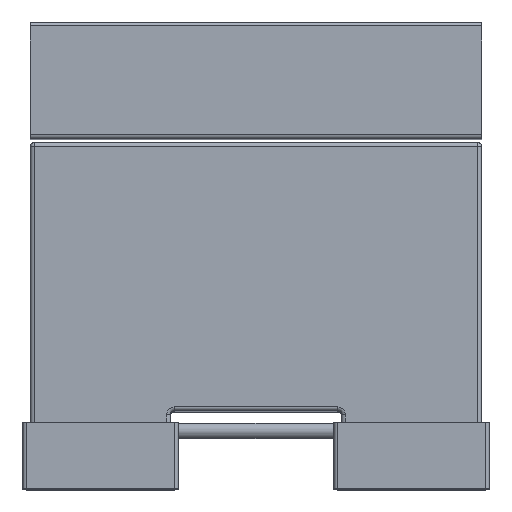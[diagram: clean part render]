
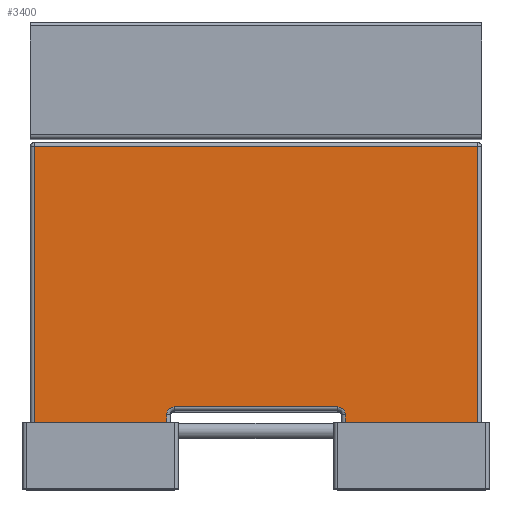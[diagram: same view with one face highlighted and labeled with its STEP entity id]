
A CAD part, top view. The second image highlights one B-rep face of the part: STEP entity #3400.
In plain terms, the highlighted planar face has unit normal (0, 0, 1).
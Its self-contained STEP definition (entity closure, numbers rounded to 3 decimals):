
#260 = CARTESIAN_POINT ( 'NONE',  ( -0.21, 0.19, 0.98 ) ) ;
#380 = VERTEX_POINT ( 'NONE', #4139 ) ;
#657 = LINE ( 'NONE', #11449, #14175 ) ;
#803 = VECTOR ( 'NONE', #5109, 1000. ) ;
#812 = DIRECTION ( 'NONE',  ( 1., 0., 0. ) ) ;
#952 = CARTESIAN_POINT ( 'NONE',  ( -0.58, 0.21, 0.98 ) ) ;
#1105 = ORIENTED_EDGE ( 'NONE', *, *, #4904, .T. ) ;
#1314 = DIRECTION ( 'NONE',  ( 0., 1., 0. ) ) ;
#1555 = EDGE_CURVE ( 'NONE', #380, #6403, #8386, .T. ) ;
#1568 = DIRECTION ( 'NONE',  ( 1., 0., 0. ) ) ;
#1913 = ORIENTED_EDGE ( 'NONE', *, *, #12148, .T. ) ;
#3176 = EDGE_CURVE ( 'NONE', #16614, #3524, #8599, .T. ) ;
#3236 = AXIS2_PLACEMENT_3D ( 'NONE', #4135, #13304, #5472 ) ;
#3400 = ADVANCED_FACE ( 'NONE', ( #10611 ), #4650, .T. ) ;
#3524 = VERTEX_POINT ( 'NONE', #6221 ) ;
#3574 = VERTEX_POINT ( 'NONE', #12873 ) ;
#3708 = CARTESIAN_POINT ( 'NONE',  ( -0.58, 0.17, 0.98 ) ) ;
#4135 = CARTESIAN_POINT ( 'NONE',  ( 0.21, 0.19, 0.98 ) ) ;
#4139 = CARTESIAN_POINT ( 'NONE',  ( -0.21, 0.21, 0.98 ) ) ;
#4288 = LINE ( 'NONE', #16815, #803 ) ;
#4650 = PLANE ( 'NONE',  #6281 ) ;
#4779 = ORIENTED_EDGE ( 'NONE', *, *, #14924, .T. ) ;
#4815 = DIRECTION ( 'NONE',  ( 0., -1., 0. ) ) ;
#4904 = EDGE_CURVE ( 'NONE', #11543, #7270, #4288, .T. ) ;
#5022 = AXIS2_PLACEMENT_3D ( 'NONE', #260, #9416, #1568 ) ;
#5044 = DIRECTION ( 'NONE',  ( 1., 0., 0. ) ) ;
#5109 = DIRECTION ( 'NONE',  ( 0., -1., 0. ) ) ;
#5163 = ORIENTED_EDGE ( 'NONE', *, *, #6089, .F. ) ;
#5197 = VECTOR ( 'NONE', #8580, 1000. ) ;
#5279 = ORIENTED_EDGE ( 'NONE', *, *, #10442, .T. ) ;
#5472 = DIRECTION ( 'NONE',  ( 1., 0., 0. ) ) ;
#5592 = CARTESIAN_POINT ( 'NONE',  ( -0.58, 0.17, 0.98 ) ) ;
#5669 = EDGE_CURVE ( 'NONE', #380, #8778, #9315, .T. ) ;
#5818 = VECTOR ( 'NONE', #4815, 1000. ) ;
#5848 = VECTOR ( 'NONE', #5044, 1000. ) ;
#5887 = EDGE_LOOP ( 'NONE', ( #9777, #5279, #10859, #6127, #8179, #1105, #1913, #4779, #5163, #15880 ) ) ;
#6089 = EDGE_CURVE ( 'NONE', #8669, #8082, #8693, .T. ) ;
#6127 = ORIENTED_EDGE ( 'NONE', *, *, #5669, .T. ) ;
#6221 = CARTESIAN_POINT ( 'NONE',  ( -0.57, 0.17, 0.98 ) ) ;
#6281 = AXIS2_PLACEMENT_3D ( 'NONE', #16480, #8677, #812 ) ;
#6403 = VERTEX_POINT ( 'NONE', #13901 ) ;
#7270 = VERTEX_POINT ( 'NONE', #15804 ) ;
#8082 = VERTEX_POINT ( 'NONE', #9395 ) ;
#8179 = ORIENTED_EDGE ( 'NONE', *, *, #13787, .F. ) ;
#8202 = CARTESIAN_POINT ( 'NONE',  ( 0.23, 0.19, 0.98 ) ) ;
#8386 = CIRCLE ( 'NONE', #5022, 0.02 ) ;
#8580 = DIRECTION ( 'NONE',  ( 1., 0., 0. ) ) ;
#8599 = LINE ( 'NONE', #5592, #12053 ) ;
#8669 = VERTEX_POINT ( 'NONE', #12129 ) ;
#8677 = DIRECTION ( 'NONE',  ( 0., 0., 1. ) ) ;
#8693 = LINE ( 'NONE', #13780, #5197 ) ;
#8778 = VERTEX_POINT ( 'NONE', #9780 ) ;
#8807 = DIRECTION ( 'NONE',  ( 1., 0., 0. ) ) ;
#9277 = LINE ( 'NONE', #12642, #5818 ) ;
#9310 = LINE ( 'NONE', #3708, #5848 ) ;
#9315 = LINE ( 'NONE', #952, #12780 ) ;
#9395 = CARTESIAN_POINT ( 'NONE',  ( 0.57, 0.88, 0.98 ) ) ;
#9416 = DIRECTION ( 'NONE',  ( 0., 0., 1. ) ) ;
#9486 = VECTOR ( 'NONE', #1314, 1000. ) ;
#9777 = ORIENTED_EDGE ( 'NONE', *, *, #3176, .F. ) ;
#9780 = CARTESIAN_POINT ( 'NONE',  ( 0.21, 0.21, 0.98 ) ) ;
#9893 = LINE ( 'NONE', #10353, #9486 ) ;
#9925 = CIRCLE ( 'NONE', #3236, 0.02 ) ;
#10353 = CARTESIAN_POINT ( 'NONE',  ( -0.23, 0.2, 0.98 ) ) ;
#10442 = EDGE_CURVE ( 'NONE', #16614, #6403, #9893, .T. ) ;
#10611 = FACE_OUTER_BOUND ( 'NONE', #5887, .T. ) ;
#10859 = ORIENTED_EDGE ( 'NONE', *, *, #1555, .F. ) ;
#11449 = CARTESIAN_POINT ( 'NONE',  ( 0.57, 0., 0.98 ) ) ;
#11543 = VERTEX_POINT ( 'NONE', #8202 ) ;
#12053 = VECTOR ( 'NONE', #13412, 1000. ) ;
#12129 = CARTESIAN_POINT ( 'NONE',  ( -0.57, 0.88, 0.98 ) ) ;
#12148 = EDGE_CURVE ( 'NONE', #7270, #3574, #9310, .T. ) ;
#12642 = CARTESIAN_POINT ( 'NONE',  ( -0.57, 0., 0.98 ) ) ;
#12780 = VECTOR ( 'NONE', #8807, 1000. ) ;
#12873 = CARTESIAN_POINT ( 'NONE',  ( 0.57, 0.17, 0.98 ) ) ;
#13304 = DIRECTION ( 'NONE',  ( 0., 0., 1. ) ) ;
#13412 = DIRECTION ( 'NONE',  ( -1., 0., 0. ) ) ;
#13780 = CARTESIAN_POINT ( 'NONE',  ( -0.58, 0.88, 0.98 ) ) ;
#13787 = EDGE_CURVE ( 'NONE', #11543, #8778, #9925, .T. ) ;
#13901 = CARTESIAN_POINT ( 'NONE',  ( -0.23, 0.19, 0.98 ) ) ;
#14175 = VECTOR ( 'NONE', #16685, 1000. ) ;
#14295 = CARTESIAN_POINT ( 'NONE',  ( -0.23, 0.17, 0.98 ) ) ;
#14854 = EDGE_CURVE ( 'NONE', #8669, #3524, #9277, .T. ) ;
#14924 = EDGE_CURVE ( 'NONE', #3574, #8082, #657, .T. ) ;
#15804 = CARTESIAN_POINT ( 'NONE',  ( 0.23, 0.17, 0.98 ) ) ;
#15880 = ORIENTED_EDGE ( 'NONE', *, *, #14854, .T. ) ;
#16480 = CARTESIAN_POINT ( 'NONE',  ( -0.58, 0., 0.98 ) ) ;
#16614 = VERTEX_POINT ( 'NONE', #14295 ) ;
#16685 = DIRECTION ( 'NONE',  ( 0., 1., 0. ) ) ;
#16815 = CARTESIAN_POINT ( 'NONE',  ( 0.23, 0., 0.98 ) ) ;
